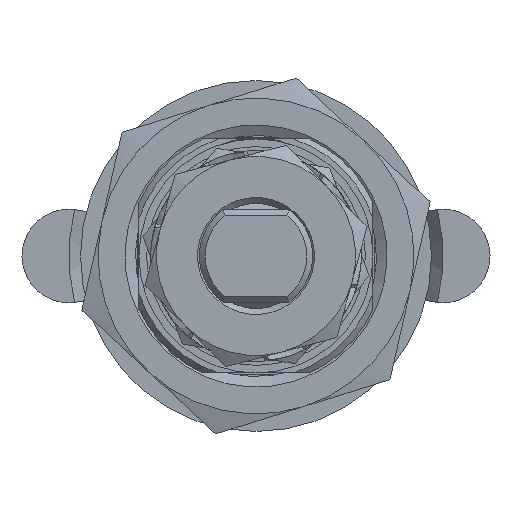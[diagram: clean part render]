
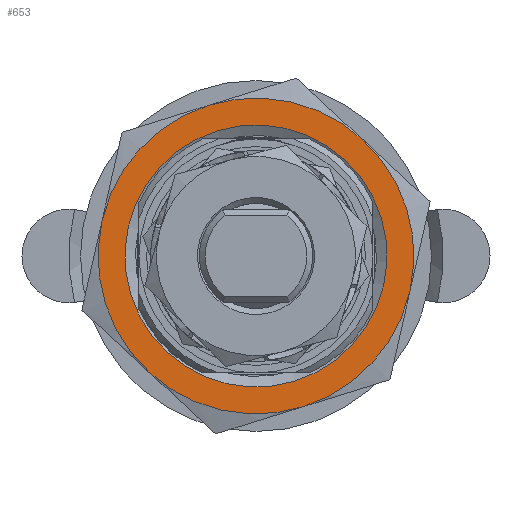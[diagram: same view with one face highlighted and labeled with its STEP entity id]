
A CAD part, front view. The second image highlights one B-rep face of the part: STEP entity #653.
In plain terms, the highlighted planar face has unit normal (0, -1, 0).
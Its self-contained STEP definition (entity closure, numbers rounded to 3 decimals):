
#653=ADVANCED_FACE('',(#1238,#1239),#1240,.F.);
#1238=FACE_BOUND('',#4117,.T.);
#1239=FACE_OUTER_BOUND('',#4118,.T.);
#1240=PLANE('',#4119);
#4117=EDGE_LOOP('',(#9499));
#4118=EDGE_LOOP('',(#9500,#9501,#9502,#9503,#9504,#9505));
#4119=AXIS2_PLACEMENT_3D('',#9506,#9507,#9508);
#9499=ORIENTED_EDGE('',*,*,#11266,.T.);
#9500=ORIENTED_EDGE('',*,*,#11267,.F.);
#9501=ORIENTED_EDGE('',*,*,#11268,.F.);
#9502=ORIENTED_EDGE('',*,*,#11269,.F.);
#9503=ORIENTED_EDGE('',*,*,#11270,.F.);
#9504=ORIENTED_EDGE('',*,*,#11234,.F.);
#9505=ORIENTED_EDGE('',*,*,#11271,.F.);
#9506=CARTESIAN_POINT('',(11.448,-6.3,-10.58));
#9507=DIRECTION('',(0.,1.0,0.));
#9508=DIRECTION('',(0.975,0.,-0.221));
#11234=EDGE_CURVE('',#12359,#12356,#12361,.T.);
#11266=EDGE_CURVE('',#12420,#12420,#12421,.T.);
#11267=EDGE_CURVE('',#12422,#12367,#12423,.T.);
#11268=EDGE_CURVE('',#12424,#12422,#12425,.T.);
#11269=EDGE_CURVE('',#12426,#12424,#12427,.T.);
#11270=EDGE_CURVE('',#12356,#12426,#12428,.T.);
#11271=EDGE_CURVE('',#12367,#12359,#12429,.T.);
#12356=VERTEX_POINT('',#15213);
#12359=VERTEX_POINT('',#15221);
#12361=CIRCLE('',#15228,13.5);
#12367=VERTEX_POINT('',#15240);
#12420=VERTEX_POINT('',#15327);
#12421=CIRCLE('',#15328,11.2);
#12422=VERTEX_POINT('',#15329);
#12423=CIRCLE('',#15330,13.5);
#12424=VERTEX_POINT('',#15331);
#12425=CIRCLE('',#15332,13.5);
#12426=VERTEX_POINT('',#15333);
#12427=CIRCLE('',#15334,13.5);
#12428=CIRCLE('',#15335,13.5);
#12429=CIRCLE('',#15336,13.5);
#15213=CARTESIAN_POINT('',(-13.168,-6.3,2.978));
#15221=CARTESIAN_POINT('',(-9.163,-6.3,-9.915));
#15228=AXIS2_PLACEMENT_3D('',#19063,#19064,#19065);
#15240=CARTESIAN_POINT('',(4.005,-6.3,-12.892));
#15327=CARTESIAN_POINT('',(10.924,-6.3,-2.47));
#15328=AXIS2_PLACEMENT_3D('',#19107,#19108,#19109);
#15329=CARTESIAN_POINT('',(13.168,-6.3,-2.978));
#15330=AXIS2_PLACEMENT_3D('',#19110,#19111,#19112);
#15331=CARTESIAN_POINT('',(9.163,-6.3,9.915));
#15332=AXIS2_PLACEMENT_3D('',#19113,#19114,#19115);
#15333=CARTESIAN_POINT('',(-4.005,-6.3,12.892));
#15334=AXIS2_PLACEMENT_3D('',#19116,#19117,#19118);
#15335=AXIS2_PLACEMENT_3D('',#19119,#19120,#19121);
#15336=AXIS2_PLACEMENT_3D('',#19122,#19123,#19124);
#19063=CARTESIAN_POINT('',(0.,-6.3,0.));
#19064=DIRECTION('',(0.,1.0,0.));
#19065=DIRECTION('',(0.975,0.,-0.221));
#19107=CARTESIAN_POINT('',(0.,-6.3,0.0));
#19108=DIRECTION('',(0.,1.0,0.));
#19109=DIRECTION('',(0.975,0.,-0.221));
#19110=CARTESIAN_POINT('',(0.,-6.3,0.0));
#19111=DIRECTION('',(0.,1.0,0.));
#19112=DIRECTION('',(0.975,0.,-0.221));
#19113=CARTESIAN_POINT('',(0.,-6.3,0.));
#19114=DIRECTION('',(0.,1.0,0.));
#19115=DIRECTION('',(0.975,0.,-0.221));
#19116=CARTESIAN_POINT('',(0.,-6.3,0.));
#19117=DIRECTION('',(0.,1.0,0.));
#19118=DIRECTION('',(0.975,0.,-0.221));
#19119=CARTESIAN_POINT('',(0.,-6.3,0.));
#19120=DIRECTION('',(0.,1.0,0.));
#19121=DIRECTION('',(0.975,0.,-0.221));
#19122=CARTESIAN_POINT('',(0.,-6.3,0.));
#19123=DIRECTION('',(0.,1.0,0.));
#19124=DIRECTION('',(0.975,0.,-0.221));
